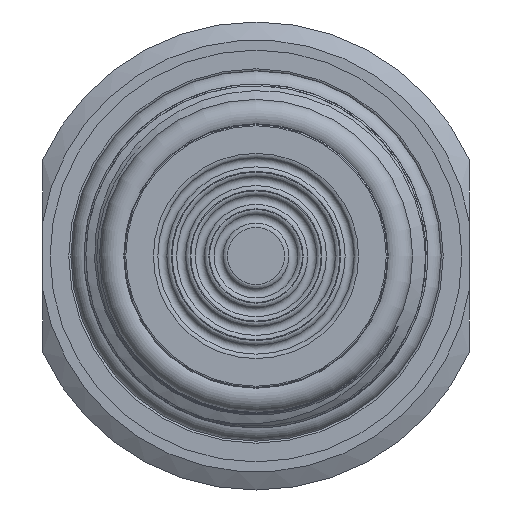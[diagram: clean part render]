
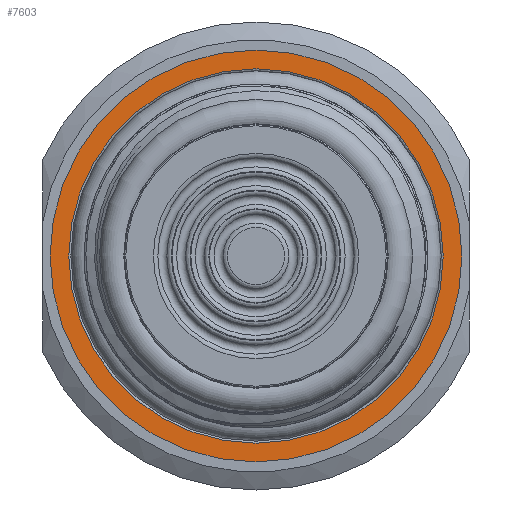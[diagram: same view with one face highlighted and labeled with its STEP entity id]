
A CAD part, left-side view. The second image highlights one B-rep face of the part: STEP entity #7603.
In plain terms, the highlighted planar face has unit normal (-1, 0, 0).
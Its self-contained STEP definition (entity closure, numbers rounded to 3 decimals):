
#1015=FACE_BOUND('',#1989,.T.);
#1071=PLANE('',#7976);
#1504=FACE_OUTER_BOUND('',#1988,.T.);
#1988=EDGE_LOOP('',(#6987));
#1989=EDGE_LOOP('',(#6988));
#2885=CIRCLE('',#7974,18.);
#2887=CIRCLE('',#7977,19.8);
#3661=VERTEX_POINT('',#23569);
#3662=VERTEX_POINT('',#23573);
#4775=EDGE_CURVE('',#3661,#3661,#2885,.T.);
#4777=EDGE_CURVE('',#3662,#3662,#2887,.T.);
#6987=ORIENTED_EDGE('',*,*,#4777,.F.);
#6988=ORIENTED_EDGE('',*,*,#4775,.T.);
#7603=ADVANCED_FACE('',(#1504,#1015),#1071,.T.);
#7974=AXIS2_PLACEMENT_3D('',#23570,#8953,#8954);
#7976=AXIS2_PLACEMENT_3D('',#23572,#8957,#8958);
#7977=AXIS2_PLACEMENT_3D('',#23574,#8959,#8960);
#8953=DIRECTION('center_axis',(1.,0.,0.));
#8954=DIRECTION('ref_axis',(0.,0.,-1.));
#8957=DIRECTION('center_axis',(-1.,0.,0.));
#8958=DIRECTION('ref_axis',(0.,0.,1.));
#8959=DIRECTION('center_axis',(1.,0.,0.));
#8960=DIRECTION('ref_axis',(0.,0.,-1.));
#23569=CARTESIAN_POINT('',(25.,0.,18.));
#23570=CARTESIAN_POINT('Origin',(25.,0.,0.));
#23572=CARTESIAN_POINT('Origin',(25.,19.8,0.));
#23573=CARTESIAN_POINT('',(25.,-19.8,0.));
#23574=CARTESIAN_POINT('Origin',(25.,0.,0.));
